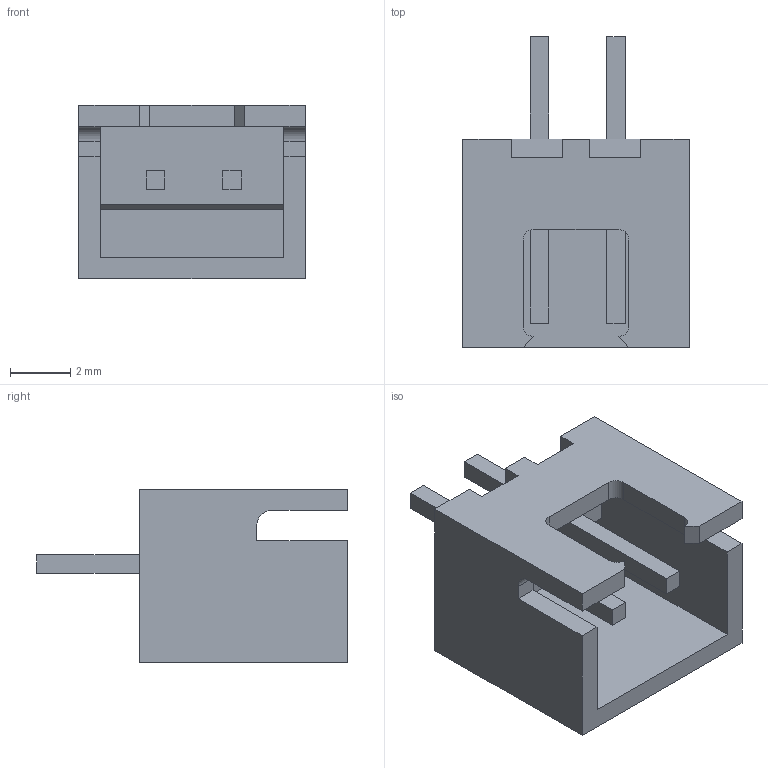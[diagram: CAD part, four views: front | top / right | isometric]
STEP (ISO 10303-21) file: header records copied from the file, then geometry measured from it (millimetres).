
FILE_DESCRIPTION(('FreeCAD Model'),'2;1');
FILE_NAME('PinsArray_sp.step', '2019-03-18T01:55:49',('kicad StepUp'),('ksu MCAD'), 'Open CASCADE STEP processor 7.3','FreeCAD','Unknown');
FILE_SCHEMA(('AUTOMOTIVE_DESIGN { 1 0 10303 214 1 1 1 1 }'));
Length unit declared in the file: millimetre
Products named in the file (1): PinsArray_sp
Bounding box: 7.5 x 10.3 x 5.75 mm (x, y, z)
Volume: 127 mm3; surface area: 414.9 mm2
Topology: 1 solids, 1 shells, 70 faces, 180 edges, 116 vertices
Faces by surface type: plane 64, cylinder 6
Entity records: 4921 total; most frequent: CARTESIAN_POINT 819, DIRECTION 652, LINE 484, VECTOR 484, ORIENTED_EDGE 360, PCURVE 360, DEFINITIONAL_REPRESENTATION 360, EDGE_CURVE 180
